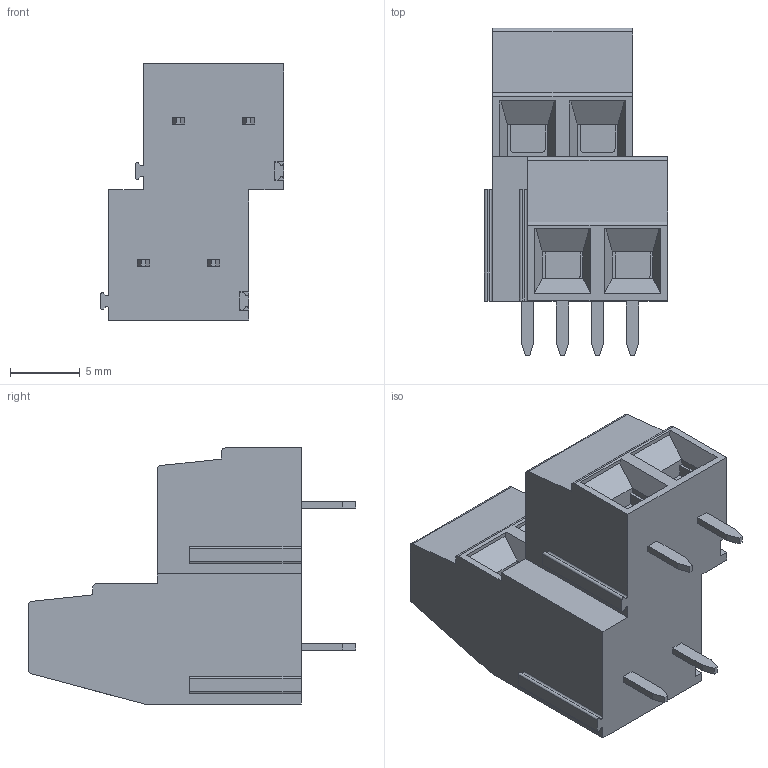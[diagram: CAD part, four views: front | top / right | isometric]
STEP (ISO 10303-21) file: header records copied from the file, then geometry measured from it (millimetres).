
FILE_DESCRIPTION(('STEP AP214'),'1');
FILE_NAME('MVD152-5-V.stp','2021-03-25T15:27:47',(' '),(' '),'Spatial InterOp 3D',' ',' ');
FILE_SCHEMA(('automotive_design'));
Length unit declared in the file: metre
Products named in the file (1): 1
Bounding box: 13.08 x 23.4 x 18.3 mm (x, y, z)
Volume: 2330.4 mm3; surface area: 1686.7 mm2
Topology: 1 solids, 1 shells, 228 faces, 619 edges, 406 vertices
Faces by surface type: plane 182, cylinder 41, cone 4, extrusion 1
Full cylindrical faces by diameter (mm): 3.8 x4, 3.9 x4
Entity records: 8821 total; most frequent: CARTESIAN_POINT 1244, ORIENTED_EDGE 1198, DIRECTION 1152, EDGE_CURVE 599, VECTOR 500, LINE 499, VERTEX_POINT 398, AXIS2_PLACEMENT_3D 326
